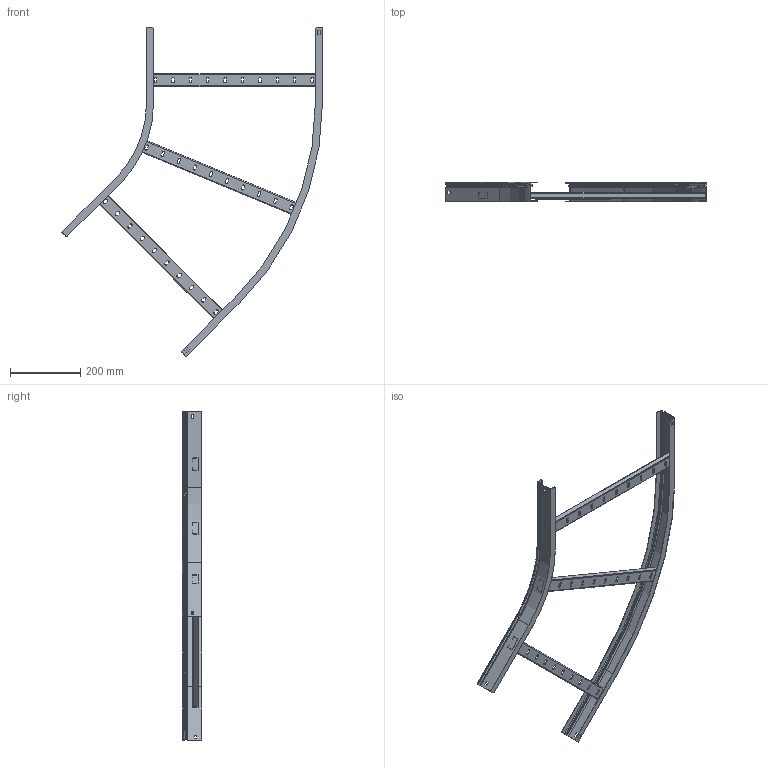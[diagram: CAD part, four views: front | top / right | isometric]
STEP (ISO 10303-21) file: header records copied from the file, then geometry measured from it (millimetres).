
FILE_DESCRIPTION (( 'STEP AP214' ), '1' );
FILE_NAME ('CKR04D-4--03.STEP', '2021-03-08T15:33:10', ( '' ), ( '' ), 'SwSTEP 2.0', 'SolidWorks 2017', '' );
FILE_SCHEMA (( 'AUTOMOTIVE_DESIGN' ));
Length unit declared in the file: millimetre
Products named in the file (4): 嗜吕 195.07.02 祟礞屦铐 铗忮蝽_-03; 岓臍 195.07.01 呧翲歑鍙 摳賧禖嶱-00; ÊÈÂÀ 095.00.02 Ïëàíêà ïîïåðå÷íàÿ_-04; CKR04D-4--03
Assembly tree (5 placements, depth 2):
  CKR04D-4--03
    岓臍 195.07.01 呧翲歑鍙 摳賧禖嶱-00
    ÊÈÂÀ 095.00.02 Ïëàíêà ïîïåðå÷íàÿ_-04  x3
    嗜吕 195.07.02 祟礞屦铐 铗忮蝽_-03
Bounding box: 741.91 x 55 x 936.13 mm (x, y, z)
Volume: 342807.7 mm3; surface area: 581755.2 mm2
Topology: 5 solids, 5 shells, 428 faces, 1042 edges, 624 vertices
Faces by surface type: plane 274, cylinder 132, torus 14, cone 8
Entity records: 7914 total; most frequent: DIRECTION 1380, CARTESIAN_POINT 1314, ORIENTED_EDGE 1300, EDGE_CURVE 650, LINE 480, VECTOR 480, AXIS2_PLACEMENT_3D 450, VERTEX_POINT 384
